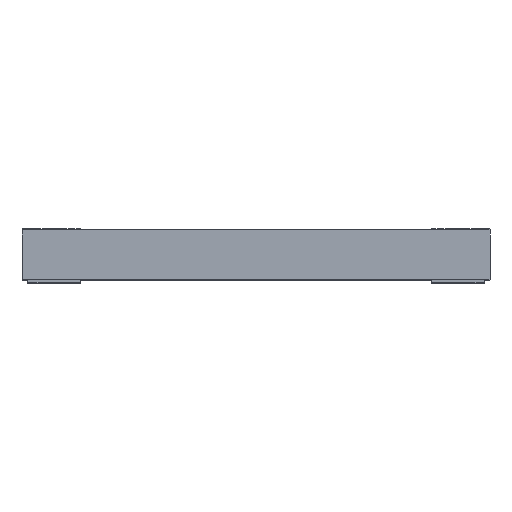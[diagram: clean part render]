
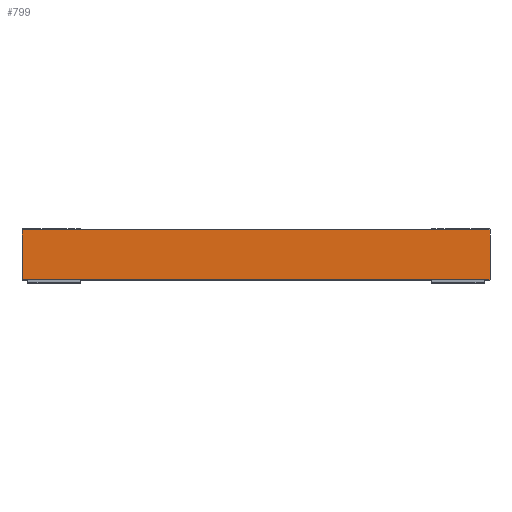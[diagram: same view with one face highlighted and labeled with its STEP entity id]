
A CAD part, top view. The second image highlights one B-rep face of the part: STEP entity #799.
In plain terms, the highlighted planar face has unit normal (0, 0, 1).
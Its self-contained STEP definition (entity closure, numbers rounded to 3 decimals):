
#7 = DIRECTION ( 'NONE',  ( 0., 1., 0. ) ) ;
#11 = VERTEX_POINT ( 'NONE', #307 ) ;
#34 = EDGE_LOOP ( 'NONE', ( #713, #798, #555, #566 ) ) ;
#148 = EDGE_CURVE ( 'NONE', #507, #695, #612, .T. ) ;
#158 = EDGE_CURVE ( 'NONE', #362, #695, #678, .T. ) ;
#211 = DIRECTION ( 'NONE',  ( 1., 0., 0. ) ) ;
#270 = AXIS2_PLACEMENT_3D ( 'NONE', #683, #817, #211 ) ;
#294 = LINE ( 'NONE', #702, #464 ) ;
#307 = CARTESIAN_POINT ( 'NONE',  ( -3.99, -0.85, 2.72 ) ) ;
#328 = CARTESIAN_POINT ( 'NONE',  ( 3.99, 0., 2.72 ) ) ;
#343 = CARTESIAN_POINT ( 'NONE',  ( 3.99, -0.85, 2.72 ) ) ;
#344 = EDGE_CURVE ( 'NONE', #11, #507, #687, .T. ) ;
#349 = CARTESIAN_POINT ( 'NONE',  ( -3.99, -0.85, 2.72 ) ) ;
#357 = DIRECTION ( 'NONE',  ( 1., 0., 0. ) ) ;
#362 = VERTEX_POINT ( 'NONE', #733 ) ;
#438 = VECTOR ( 'NONE', #866, 1000. ) ;
#464 = VECTOR ( 'NONE', #357, 1000. ) ;
#507 = VERTEX_POINT ( 'NONE', #521 ) ;
#521 = CARTESIAN_POINT ( 'NONE',  ( -3.99, 0., 2.72 ) ) ;
#555 = ORIENTED_EDGE ( 'NONE', *, *, #761, .T. ) ;
#556 = PLANE ( 'NONE',  #270 ) ;
#558 = VECTOR ( 'NONE', #801, 1000. ) ;
#566 = ORIENTED_EDGE ( 'NONE', *, *, #158, .T. ) ;
#612 = LINE ( 'NONE', #750, #438 ) ;
#634 = FACE_OUTER_BOUND ( 'NONE', #34, .T. ) ;
#678 = LINE ( 'NONE', #343, #805 ) ;
#683 = CARTESIAN_POINT ( 'NONE',  ( -3.99, -0.85, 2.72 ) ) ;
#687 = LINE ( 'NONE', #349, #558 ) ;
#695 = VERTEX_POINT ( 'NONE', #328 ) ;
#702 = CARTESIAN_POINT ( 'NONE',  ( -3.99, -0.85, 2.72 ) ) ;
#713 = ORIENTED_EDGE ( 'NONE', *, *, #148, .F. ) ;
#733 = CARTESIAN_POINT ( 'NONE',  ( 3.99, -0.85, 2.72 ) ) ;
#750 = CARTESIAN_POINT ( 'NONE',  ( -3.99, 0., 2.72 ) ) ;
#761 = EDGE_CURVE ( 'NONE', #11, #362, #294, .T. ) ;
#798 = ORIENTED_EDGE ( 'NONE', *, *, #344, .F. ) ;
#799 = ADVANCED_FACE ( 'NONE', ( #634 ), #556, .T. ) ;
#801 = DIRECTION ( 'NONE',  ( 0., 1., 0. ) ) ;
#805 = VECTOR ( 'NONE', #7, 1000. ) ;
#817 = DIRECTION ( 'NONE',  ( 0., 0., 1. ) ) ;
#866 = DIRECTION ( 'NONE',  ( 1., 0., 0. ) ) ;
